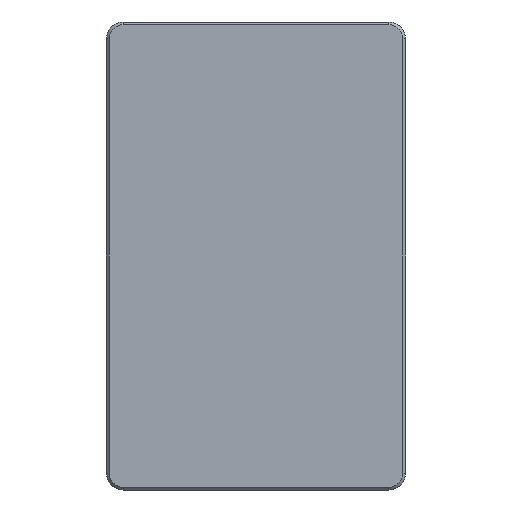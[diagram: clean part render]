
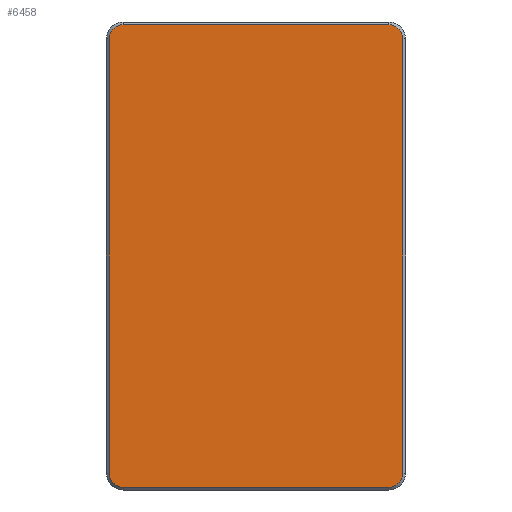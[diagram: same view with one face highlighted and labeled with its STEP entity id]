
A CAD part, front view. The second image highlights one B-rep face of the part: STEP entity #6458.
In plain terms, the highlighted planar face has unit normal (0, -1, 0).
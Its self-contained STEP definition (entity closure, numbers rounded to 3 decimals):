
#551=CIRCLE('',#6870,3.);
#553=CIRCLE('',#6874,3.);
#555=CIRCLE('',#6878,3.);
#557=CIRCLE('',#6882,3.);
#706=FACE_OUTER_BOUND('',#1085,.T.);
#1085=EDGE_LOOP('',(#4355,#4356,#4357,#4358,#4359,#4360,#4361,#4362));
#1508=LINE('',#8619,#2094);
#1512=LINE('',#8631,#2098);
#1516=LINE('',#8643,#2102);
#1520=LINE('',#8655,#2106);
#2094=VECTOR('',#7260,10.);
#2098=VECTOR('',#7272,10.);
#2102=VECTOR('',#7284,10.);
#2106=VECTOR('',#7296,10.);
#2677=VERTEX_POINT('',#8612);
#2680=VERTEX_POINT('',#8617);
#2681=VERTEX_POINT('',#8621);
#2683=VERTEX_POINT('',#8627);
#2685=VERTEX_POINT('',#8633);
#2687=VERTEX_POINT('',#8639);
#2689=VERTEX_POINT('',#8645);
#2691=VERTEX_POINT('',#8651);
#3328=EDGE_CURVE('',#2680,#2677,#1508,.T.);
#3331=EDGE_CURVE('',#2677,#2681,#551,.T.);
#3334=EDGE_CURVE('',#2681,#2683,#1512,.T.);
#3337=EDGE_CURVE('',#2683,#2685,#553,.T.);
#3340=EDGE_CURVE('',#2685,#2687,#1516,.T.);
#3343=EDGE_CURVE('',#2687,#2689,#555,.T.);
#3346=EDGE_CURVE('',#2689,#2691,#1520,.T.);
#3348=EDGE_CURVE('',#2691,#2680,#557,.T.);
#4355=ORIENTED_EDGE('',*,*,#3328,.F.);
#4356=ORIENTED_EDGE('',*,*,#3348,.F.);
#4357=ORIENTED_EDGE('',*,*,#3346,.F.);
#4358=ORIENTED_EDGE('',*,*,#3343,.F.);
#4359=ORIENTED_EDGE('',*,*,#3340,.F.);
#4360=ORIENTED_EDGE('',*,*,#3337,.F.);
#4361=ORIENTED_EDGE('',*,*,#3334,.F.);
#4362=ORIENTED_EDGE('',*,*,#3331,.F.);
#6277=PLANE('',#6889);
#6458=ADVANCED_FACE('',(#706),#6277,.F.);
#6870=AXIS2_PLACEMENT_3D('',#8625,#7266,#7267);
#6874=AXIS2_PLACEMENT_3D('',#8637,#7278,#7279);
#6878=AXIS2_PLACEMENT_3D('',#8649,#7290,#7291);
#6882=AXIS2_PLACEMENT_3D('',#8658,#7301,#7302);
#6889=AXIS2_PLACEMENT_3D('',#8677,#7322,#7323);
#7260=DIRECTION('',(-1.,0.,0.));
#7266=DIRECTION('center_axis',(0.,1.,0.));
#7267=DIRECTION('ref_axis',(-0.707,0.,-0.707));
#7272=DIRECTION('',(0.,0.,1.));
#7278=DIRECTION('center_axis',(0.,1.,0.));
#7279=DIRECTION('ref_axis',(-0.707,0.,0.707));
#7284=DIRECTION('',(1.,0.,0.));
#7290=DIRECTION('center_axis',(0.,1.,0.));
#7291=DIRECTION('ref_axis',(0.707,0.,0.707));
#7296=DIRECTION('',(0.,0.,-1.));
#7301=DIRECTION('center_axis',(0.,1.,0.));
#7302=DIRECTION('ref_axis',(0.707,0.,-0.707));
#7322=DIRECTION('center_axis',(0.,1.,0.));
#7323=DIRECTION('ref_axis',(1.,0.,0.));
#8612=CARTESIAN_POINT('',(0.5,-1.6,-97.7));
#8617=CARTESIAN_POINT('',(58.1,-1.6,-97.7));
#8619=CARTESIAN_POINT('',(44.7,-1.6,-97.7));
#8621=CARTESIAN_POINT('',(-2.5,-1.6,-94.7));
#8625=CARTESIAN_POINT('Origin',(0.5,-1.6,-94.7));
#8627=CARTESIAN_POINT('',(-2.5,-1.6,-0.5));
#8631=CARTESIAN_POINT('',(-2.5,-1.6,-72.15));
#8633=CARTESIAN_POINT('',(0.5,-1.6,2.5));
#8637=CARTESIAN_POINT('Origin',(0.5,-1.6,-0.5));
#8639=CARTESIAN_POINT('',(58.1,-1.6,2.5));
#8643=CARTESIAN_POINT('',(13.9,-1.6,2.5));
#8645=CARTESIAN_POINT('',(61.1,-1.6,-0.5));
#8649=CARTESIAN_POINT('Origin',(58.1,-1.6,-0.5));
#8651=CARTESIAN_POINT('',(61.1,-1.6,-94.7));
#8655=CARTESIAN_POINT('',(61.1,-1.6,-23.05));
#8658=CARTESIAN_POINT('Origin',(58.1,-1.6,-94.7));
#8677=CARTESIAN_POINT('Origin',(29.3,-1.6,-47.6));
